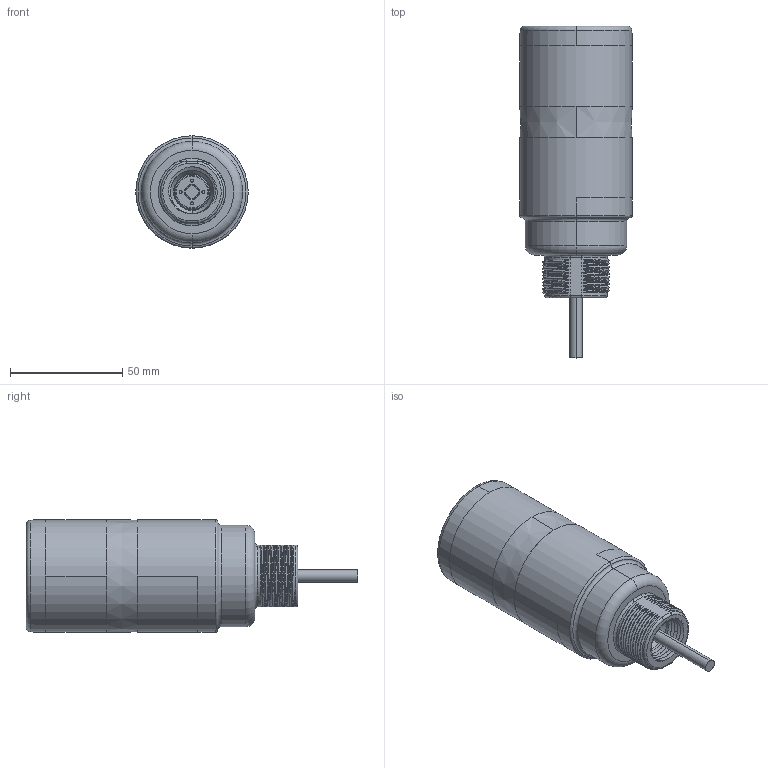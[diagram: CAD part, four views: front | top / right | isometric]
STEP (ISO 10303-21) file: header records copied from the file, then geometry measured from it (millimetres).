
FILE_DESCRIPTION((''),'2;1');
FILE_NAME('145181_SW','2009-02-10T',('banengservice'),('BANNER ENGINEERING'),'PRO/ENGINEER BY PARAMETRIC TECHNOLOGY CORPORATION, 2006170','PRO/ENGINEER BY PARAMETRIC TECHNOLOGY CORPORATION, 2006170','');
FILE_SCHEMA(('CONFIG_CONTROL_DESIGN'));
Length unit declared in the file: inch
Products named in the file (1): 145181_SW
Bounding box: 50 x 147.6 x 50 mm (x, y, z)
Volume: 68127.5 mm3; surface area: 61799.9 mm2
Topology: 2 solids, 2 shells, 706 faces, 1852 edges, 1195 vertices
Faces by surface type: plane 282, cylinder 210, bspline 104, cone 70, torus 40
Entity records: 39980 total; most frequent: CARTESIAN_POINT 23249, ORIENTED_EDGE 3704, DIRECTION 3147, EDGE_CURVE 1852, VERTEX_POINT 1195, AXIS2_PLACEMENT_3D 1134, VECTOR 879, LINE 879
